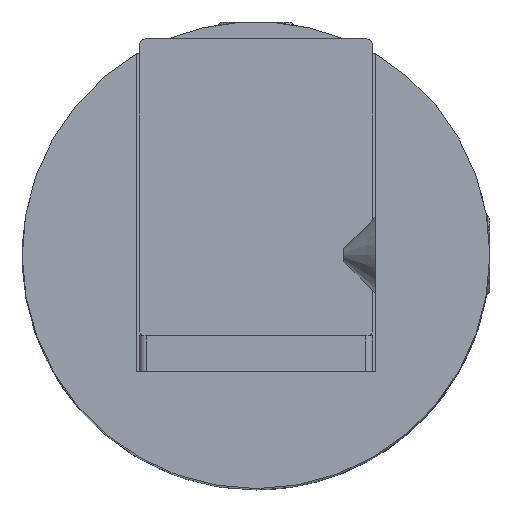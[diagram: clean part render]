
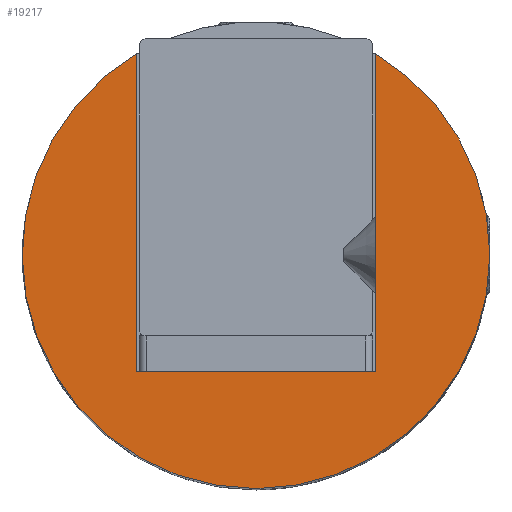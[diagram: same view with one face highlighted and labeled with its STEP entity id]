
A CAD part, top view. The second image highlights one B-rep face of the part: STEP entity #19217.
In plain terms, the highlighted planar face has unit normal (0, 0, 1).
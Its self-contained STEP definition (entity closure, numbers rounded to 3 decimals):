
#10 = CARTESIAN_POINT ( 'NONE',  ( -8.15, -8., 0. ) ) ;
#451 = CARTESIAN_POINT ( 'NONE',  ( 8.15, -8., 0. ) ) ;
#856 = AXIS2_PLACEMENT_3D ( 'NONE', #16543, #10325, #2612 ) ;
#866 = CARTESIAN_POINT ( 'NONE',  ( 8.15, 0., 0. ) ) ;
#1262 = CARTESIAN_POINT ( 'NONE',  ( 0., 0., 0. ) ) ;
#1328 = CIRCLE ( 'NONE', #856, 16. ) ;
#2203 = DIRECTION ( 'NONE',  ( 0., -1., 0. ) ) ;
#2288 = DIRECTION ( 'NONE',  ( 1., 0., 0. ) ) ;
#2393 = DIRECTION ( 'NONE',  ( 0., 1., 0. ) ) ;
#2612 = DIRECTION ( 'NONE',  ( 1., 0., 0. ) ) ;
#3378 = ORIENTED_EDGE ( 'NONE', *, *, #6462, .F. ) ;
#3623 = ORIENTED_EDGE ( 'NONE', *, *, #8023, .T. ) ;
#6343 = LINE ( 'NONE', #866, #8964 ) ;
#6462 = EDGE_CURVE ( 'NONE', #16434, #11613, #19368, .T. ) ;
#7320 = DIRECTION ( 'NONE',  ( 1., 0., 0. ) ) ;
#8023 = EDGE_CURVE ( 'NONE', #16434, #10866, #1328, .T. ) ;
#8771 = PLANE ( 'NONE',  #17691 ) ;
#8907 = CARTESIAN_POINT ( 'NONE',  ( -8.15, 13.769, 0. ) ) ;
#8964 = VECTOR ( 'NONE', #2393, 1000. ) ;
#9118 = EDGE_LOOP ( 'NONE', ( #3378, #3623, #9573, #11216 ) ) ;
#9573 = ORIENTED_EDGE ( 'NONE', *, *, #9974, .F. ) ;
#9610 = FACE_OUTER_BOUND ( 'NONE', #9118, .T. ) ;
#9974 = EDGE_CURVE ( 'NONE', #17065, #10866, #6343, .T. ) ;
#10325 = DIRECTION ( 'NONE',  ( 0., 0., 1. ) ) ;
#10866 = VERTEX_POINT ( 'NONE', #17070 ) ;
#11216 = ORIENTED_EDGE ( 'NONE', *, *, #19004, .F. ) ;
#11613 = VERTEX_POINT ( 'NONE', #10 ) ;
#13207 = CARTESIAN_POINT ( 'NONE',  ( 0., -8., 0. ) ) ;
#15362 = VECTOR ( 'NONE', #2203, 1000. ) ;
#15434 = CARTESIAN_POINT ( 'NONE',  ( -8.15, 0., 0. ) ) ;
#15851 = VECTOR ( 'NONE', #2288, 1000. ) ;
#16311 = LINE ( 'NONE', #13207, #15851 ) ;
#16434 = VERTEX_POINT ( 'NONE', #8907 ) ;
#16475 = DIRECTION ( 'NONE',  ( 0., 0., 1. ) ) ;
#16543 = CARTESIAN_POINT ( 'NONE',  ( 0., 0., 0. ) ) ;
#17065 = VERTEX_POINT ( 'NONE', #451 ) ;
#17070 = CARTESIAN_POINT ( 'NONE',  ( 8.15, 13.769, 0. ) ) ;
#17691 = AXIS2_PLACEMENT_3D ( 'NONE', #1262, #16475, #7320 ) ;
#19004 = EDGE_CURVE ( 'NONE', #11613, #17065, #16311, .T. ) ;
#19217 = ADVANCED_FACE ( 'NONE', ( #9610 ), #8771, .T. ) ;
#19368 = LINE ( 'NONE', #15434, #15362 ) ;
